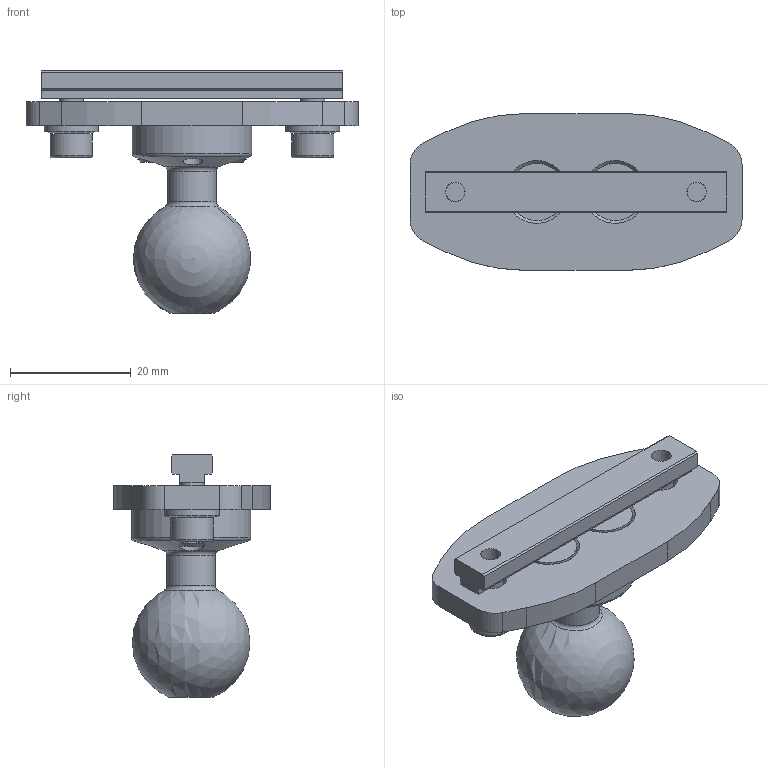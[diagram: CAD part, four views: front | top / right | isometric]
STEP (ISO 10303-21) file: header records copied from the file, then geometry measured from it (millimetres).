
FILE_DESCRIPTION(/* description */ (''),/* implementation_level */ '2;1');
FILE_NAME(/* name */ 'HS Kugelkopf BEK-A.stp',/* time_stamp */ '2020-03-27T11:40:48+01:00',/* author */ ('S. Sandt'),/* organization */ ('di-soric GmbH & Co. KG'),/* preprocessor_version */ 'ST-DEVELOPER v18',/* originating_system */ 'Autodesk Inventor 2020',/* authorisation */ '');
FILE_SCHEMA (('AUTOMOTIVE_DESIGN { 1 0 10303 214 3 1 1 }'));
Length unit declared in the file: millimetre
Products named in the file (1): Bauteil4
Bounding box: 55 x 26 x 40.1 mm (x, y, z)
Volume: 12577.4 mm3; surface area: 7064.1 mm2
Topology: 4 solids, 7 shells, 133 faces, 370 edges, 257 vertices
Faces by surface type: plane 69, cylinder 32, cone 24, torus 7, sphere 1
Full cylindrical faces by diameter (mm): 3.242 x2, 3.3 x2, 4 x2, 5 x2, 5.3 x2, 5.5 x2, 7 x2, 8 x1, 9 x2, 9.43 x2, 19.8 x1
Entity records: 4631 total; most frequent: CARTESIAN_POINT 1047, DIRECTION 736, ORIENTED_EDGE 726, EDGE_CURVE 363, AXIS2_PLACEMENT_3D 288, VERTEX_POINT 257, LINE 160, VECTOR 160
